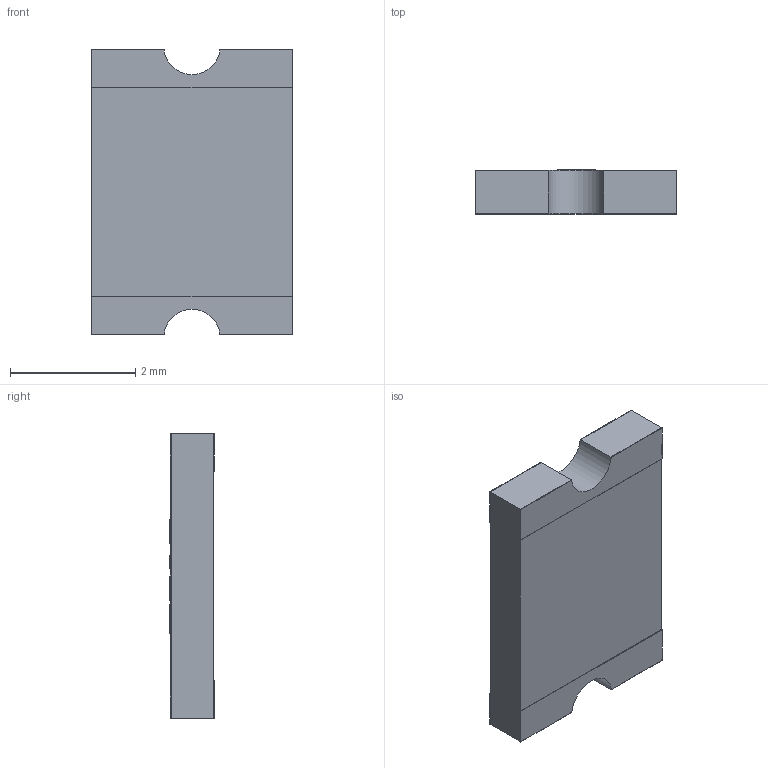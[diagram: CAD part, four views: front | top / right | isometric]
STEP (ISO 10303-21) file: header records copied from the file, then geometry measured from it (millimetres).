
FILE_DESCRIPTION (( 'STEP AP214' ), '1' );
FILE_NAME ('PTS1812.STEP', '2021-03-16T08:36:11', ( '' ), ( '' ), 'SwSTEP 2.0', 'SolidWorks 2016', '' );
FILE_SCHEMA (( 'AUTOMOTIVE_DESIGN' ));
Length unit declared in the file: millimetre
Products named in the file (1): PTS1812
Bounding box: 3.2 x 0.71 x 4.55 mm (x, y, z)
Volume: 9.7 mm3; surface area: 39.7 mm2
Topology: 1 solids, 1 shells, 89 faces, 232 edges, 152 vertices
Faces by surface type: plane 64, bspline 22, cylinder 3
Entity records: 4431 total; most frequent: CARTESIAN_POINT 1920, ORIENTED_EDGE 464, DIRECTION 338, EDGE_CURVE 232, LINE 174, VECTOR 174, VERTEX_POINT 152, EDGE_LOOP 96
